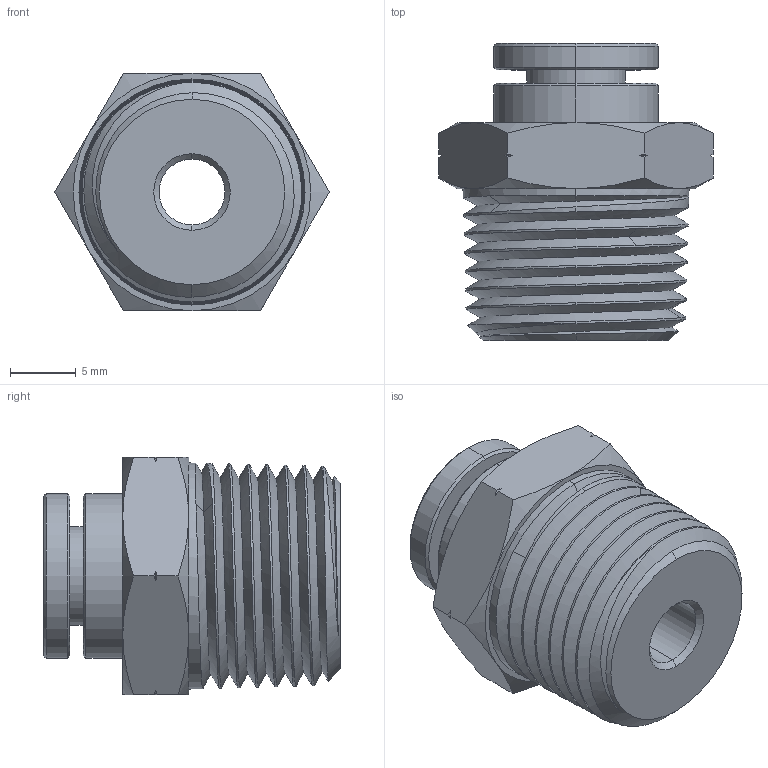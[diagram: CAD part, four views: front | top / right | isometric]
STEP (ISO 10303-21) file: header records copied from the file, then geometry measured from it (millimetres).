
FILE_DESCRIPTION (( 'STEP AP203' ), '1' );
FILE_NAME ('MCS1-4N3-8W.STEP', '2016-10-20T17:36:39', ( '' ), ( '' ), 'SwSTEP 2.0', 'SolidWorks 2016', '' );
FILE_SCHEMA (( 'CONFIG_CONTROL_DESIGN' ));
Products named in the file (1): MCS1-4N3-8W
Bounding box: 20.78 x 22.5 x 18 mm (x, y, z)
Volume: 3487.8 mm3; surface area: 3908.9 mm2
Topology: 6 solids, 6 shells, 369 faces, 1002 edges, 650 vertices
Faces by surface type: cone 154, plane 116, cylinder 60, bspline 39
Entity records: 49106 total; most frequent: CARTESIAN_POINT 40407, ORIENTED_EDGE 2004, DIRECTION 1559, EDGE_CURVE 1002, VERTEX_POINT 650, AXIS2_PLACEMENT_3D 646, B_SPLINE_CURVE_WITH_KNOTS 420, EDGE_LOOP 386
